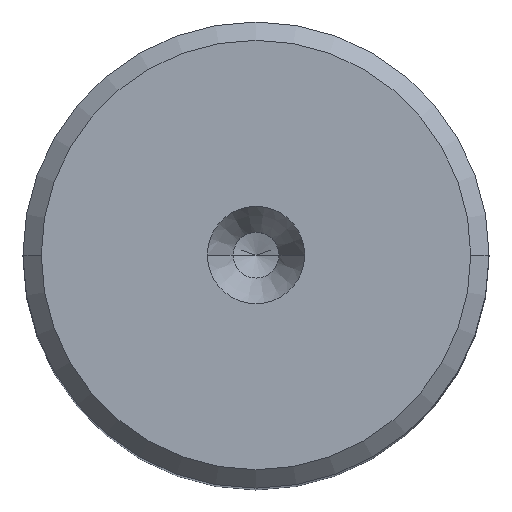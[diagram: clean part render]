
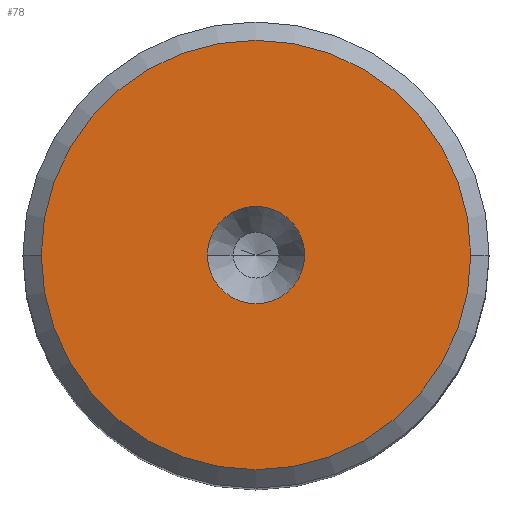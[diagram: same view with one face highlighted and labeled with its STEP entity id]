
A CAD part, top view. The second image highlights one B-rep face of the part: STEP entity #78.
In plain terms, the highlighted planar face has unit normal (0, 0, 1).
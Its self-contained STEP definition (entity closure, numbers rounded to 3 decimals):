
#28=FACE_BOUND('',#167,.T.);
#29=FACE_BOUND('',#168,.T.);
#54=PLANE('',#727);
#78=ADVANCED_FACE('',(#28,#29),#54,.T.);
#167=EDGE_LOOP('',(#258,#259,#260,#261));
#168=EDGE_LOOP('',(#262,#263));
#258=ORIENTED_EDGE('',*,*,#424,.F.);
#259=ORIENTED_EDGE('',*,*,#428,.F.);
#260=ORIENTED_EDGE('',*,*,#427,.F.);
#261=ORIENTED_EDGE('',*,*,#425,.F.);
#262=ORIENTED_EDGE('',*,*,#429,.F.);
#263=ORIENTED_EDGE('',*,*,#430,.F.);
#364=VERTEX_POINT('',#1082);
#365=VERTEX_POINT('',#1084);
#366=VERTEX_POINT('',#1086);
#367=VERTEX_POINT('',#1090);
#368=VERTEX_POINT('',#1094);
#369=VERTEX_POINT('',#1095);
#424=EDGE_CURVE('',#364,#365,#497,.T.);
#425=EDGE_CURVE('',#365,#366,#498,.T.);
#427=EDGE_CURVE('',#366,#367,#499,.T.);
#428=EDGE_CURVE('',#367,#364,#500,.T.);
#429=EDGE_CURVE('',#368,#369,#501,.T.);
#430=EDGE_CURVE('',#369,#368,#502,.T.);
#497=CIRCLE('',#719,11.7);
#498=CIRCLE('',#720,11.7);
#499=CIRCLE('',#722,11.7);
#500=CIRCLE('',#723,11.7);
#501=CIRCLE('',#725,2.65);
#502=CIRCLE('',#726,2.65);
#719=AXIS2_PLACEMENT_3D('',#1083,#881,#882);
#720=AXIS2_PLACEMENT_3D('',#1085,#883,#884);
#722=AXIS2_PLACEMENT_3D('',#1089,#888,#889);
#723=AXIS2_PLACEMENT_3D('',#1091,#890,#891);
#725=AXIS2_PLACEMENT_3D('',#1093,#894,#895);
#726=AXIS2_PLACEMENT_3D('',#1096,#896,#897);
#727=AXIS2_PLACEMENT_3D('',#1097,#898,#899);
#881=DIRECTION('',(0.,0.,-1.));
#882=DIRECTION('',(-1.,0.,0.));
#883=DIRECTION('',(0.,0.,-1.));
#884=DIRECTION('',(0.,1.,0.));
#888=DIRECTION('',(0.,0.,-1.));
#889=DIRECTION('',(1.,0.,0.));
#890=DIRECTION('',(0.,0.,-1.));
#891=DIRECTION('',(0.,-1.,0.));
#894=DIRECTION('',(0.,0.,1.));
#895=DIRECTION('',(1.,0.,0.));
#896=DIRECTION('',(0.,0.,1.));
#897=DIRECTION('',(-1.,0.,0.));
#898=DIRECTION('',(0.,0.,1.));
#899=DIRECTION('',(-1.,0.,0.));
#1082=CARTESIAN_POINT('',(-11.7,0.,0.));
#1083=CARTESIAN_POINT('',(0.,0.,0.));
#1084=CARTESIAN_POINT('',(0.,11.7,0.));
#1085=CARTESIAN_POINT('',(0.,0.,0.));
#1086=CARTESIAN_POINT('',(11.7,0.,0.));
#1089=CARTESIAN_POINT('',(0.,0.,0.));
#1090=CARTESIAN_POINT('',(0.,-11.7,0.));
#1091=CARTESIAN_POINT('',(0.,0.,0.));
#1093=CARTESIAN_POINT('',(0.,0.,0.));
#1094=CARTESIAN_POINT('',(2.65,0.,0.));
#1095=CARTESIAN_POINT('',(-2.65,0.,0.));
#1096=CARTESIAN_POINT('',(0.,0.,0.));
#1097=CARTESIAN_POINT('',(0.,0.,0.));
